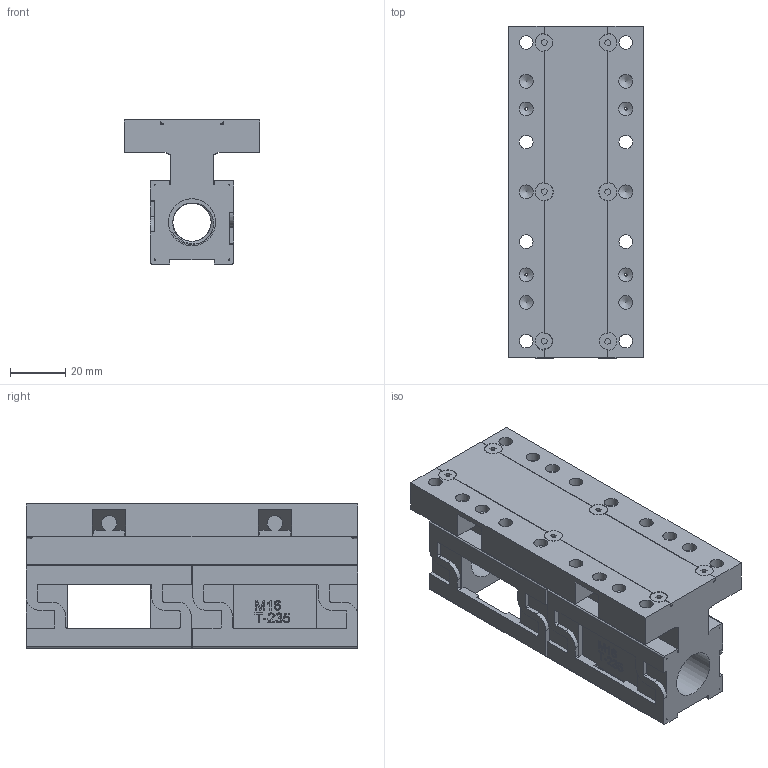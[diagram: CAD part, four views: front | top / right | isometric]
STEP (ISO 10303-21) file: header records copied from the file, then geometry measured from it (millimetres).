
FILE_DESCRIPTION(/* description */ ('Unknown'),/* implementation_level */ '2;1');
FILE_NAME(/* name */ 'A-0000122-Schlitten50-120lg',/* time_stamp */ '2020-03-19T06:02:09+01:00',/* author */ ('Unknown'),/* organization */ ('Unknown'),/* preprocessor_version */ 'ST-DEVELOPER v16.7',/* originating_system */ 'Solid Edge',/* authorisation */ 'Unknown');
FILE_SCHEMA (('AUTOMOTIVE_DESIGN {1 0 10303 214 3 1 1}'));
Length unit declared in the file: millimetre
Products named in the file (1): A-0000122-Schlitten50-120lg-Alu-dy
Bounding box: 49 x 120 x 52.1 mm (x, y, z)
Volume: 139019.4 mm3; surface area: 47593.5 mm2
Topology: 1 solids, 1 shells, 826 faces, 2355 edges, 1552 vertices
Faces by surface type: plane 573, cylinder 135, bspline 81, cone 34, torus 3
Full cylindrical faces by diameter (mm): 4.917 x8, 5 x10, 17 x3
Entity records: 40216 total; most frequent: CARTESIAN_POINT 13534, ORIENTED_EDGE 4566, DIRECTION 3861, EDGE_CURVE 2283, LINE 1715, VECTOR 1715, VERTEX_POINT 1530, AXIS2_PLACEMENT_3D 1073
